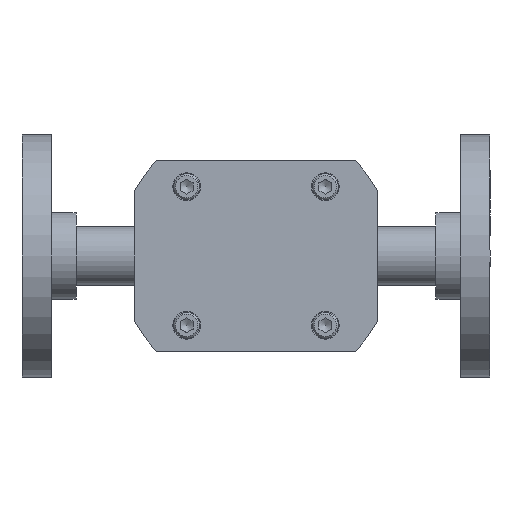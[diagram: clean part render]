
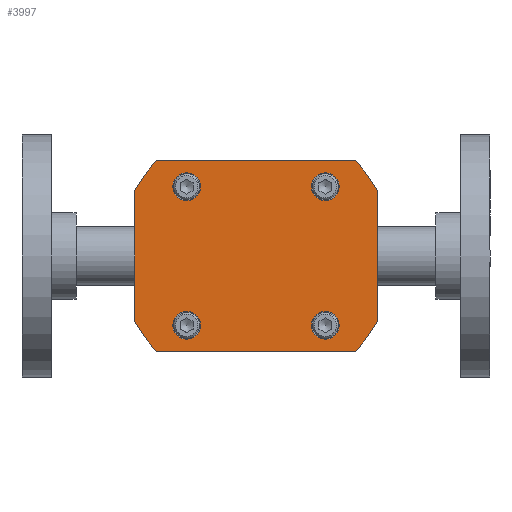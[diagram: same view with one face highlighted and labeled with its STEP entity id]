
A CAD part, front view. The second image highlights one B-rep face of the part: STEP entity #3997.
In plain terms, the highlighted planar face has unit normal (0, -1, 0).
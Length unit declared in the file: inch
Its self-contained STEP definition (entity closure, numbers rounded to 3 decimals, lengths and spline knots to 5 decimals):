
#3573=CARTESIAN_POINT('',(-1.75,0.,-0.94216));
#3574=VERTEX_POINT('',#3573);
#3581=CARTESIAN_POINT('',(-1.75,0.,0.94216));
#3582=VERTEX_POINT('',#3581);
#3583=CARTESIAN_POINT('',(-1.75,0.,0.94216));
#3584=DIRECTION('',(0.0,0.0,-1.0));
#3585=VECTOR('',#3584,1.88431);
#3586=LINE('',#3583,#3585);
#3587=EDGE_CURVE('',#3582,#3574,#3586,.T.);
#3627=CARTESIAN_POINT('',(1.75,0.,0.94216));
#3628=VERTEX_POINT('',#3627);
#3635=CARTESIAN_POINT('',(1.75,0.,-0.94216));
#3636=VERTEX_POINT('',#3635);
#3637=CARTESIAN_POINT('',(1.75,0.,-0.94216));
#3638=DIRECTION('',(0.0,0.0,1.0));
#3639=VECTOR('',#3638,1.88431);
#3640=LINE('',#3637,#3639);
#3641=EDGE_CURVE('',#3636,#3628,#3640,.T.);
#3682=CARTESIAN_POINT('',(-1.,0.,0.8));
#3683=VERTEX_POINT('',#3682);
#3684=CARTESIAN_POINT('',(-1.,0.,1.));
#3685=DIRECTION('',(0.0,1.0,0.0));
#3686=DIRECTION('',(0.0,0.0,-1.0));
#3687=AXIS2_PLACEMENT_3D('',#3684,#3685,#3686);
#3688=CIRCLE('',#3687,0.2);
#3689=EDGE_CURVE('',#3683,#3683,#3688,.T.);
#3723=CARTESIAN_POINT('',(-0.8,0.,-1.));
#3724=VERTEX_POINT('',#3723);
#3725=CARTESIAN_POINT('',(-1.,0.,-1.));
#3726=DIRECTION('',(0.0,1.0,0.0));
#3727=DIRECTION('',(1.0,0.0,0.0));
#3728=AXIS2_PLACEMENT_3D('',#3725,#3726,#3727);
#3729=CIRCLE('',#3728,0.2);
#3730=EDGE_CURVE('',#3724,#3724,#3729,.T.);
#3772=CARTESIAN_POINT('',(1.,0.,-0.8));
#3773=VERTEX_POINT('',#3772);
#3774=CARTESIAN_POINT('',(1.,0.,-1.));
#3775=DIRECTION('',(0.0,1.0,0.0));
#3776=DIRECTION('',(0.0,0.0,1.0));
#3777=AXIS2_PLACEMENT_3D('',#3774,#3775,#3776);
#3778=CIRCLE('',#3777,0.2);
#3779=EDGE_CURVE('',#3773,#3773,#3778,.T.);
#3821=CARTESIAN_POINT('',(0.8,0.,1.));
#3822=VERTEX_POINT('',#3821);
#3823=CARTESIAN_POINT('',(1.,0.,1.));
#3824=DIRECTION('',(0.0,1.0,0.0));
#3825=DIRECTION('',(-1.0,0.0,0.0));
#3826=AXIS2_PLACEMENT_3D('',#3823,#3824,#3825);
#3827=CIRCLE('',#3826,0.2);
#3828=EDGE_CURVE('',#3822,#3822,#3827,.T.);
#3841=CARTESIAN_POINT('',(1.43511,0.,1.375));
#3842=VERTEX_POINT('',#3841);
#3849=CARTESIAN_POINT('',(0.0,0.0,0.0));
#3850=DIRECTION('',(0.,-1.0,0.));
#3851=DIRECTION('',(-0.722,0.,-0.692));
#3852=AXIS2_PLACEMENT_3D('',#3849,#3850,#3851);
#3853=CIRCLE('',#3852,1.9875);
#3854=EDGE_CURVE('',#3628,#3842,#3853,.T.);
#3866=CARTESIAN_POINT('',(-1.43511,0.,1.375));
#3867=VERTEX_POINT('',#3866);
#3874=CARTESIAN_POINT('',(1.43511,0.,1.375));
#3875=DIRECTION('',(-1.0,0.0,0.0));
#3876=VECTOR('',#3875,2.87021);
#3877=LINE('',#3874,#3876);
#3878=EDGE_CURVE('',#3842,#3867,#3877,.T.);
#3891=CARTESIAN_POINT('',(0.0,0.0,0.0));
#3892=DIRECTION('',(0.,-1.0,0.));
#3893=DIRECTION('',(0.881,0.,-0.474));
#3894=AXIS2_PLACEMENT_3D('',#3891,#3892,#3893);
#3895=CIRCLE('',#3894,1.9875);
#3896=EDGE_CURVE('',#3867,#3582,#3895,.T.);
#3908=CARTESIAN_POINT('',(-1.43511,0.,-1.375));
#3909=VERTEX_POINT('',#3908);
#3916=CARTESIAN_POINT('',(0.0,0.0,0.0));
#3917=DIRECTION('',(0.,-1.0,0.));
#3918=DIRECTION('',(0.722,0.,0.692));
#3919=AXIS2_PLACEMENT_3D('',#3916,#3917,#3918);
#3920=CIRCLE('',#3919,1.9875);
#3921=EDGE_CURVE('',#3574,#3909,#3920,.T.);
#3933=CARTESIAN_POINT('',(1.43511,0.,-1.375));
#3934=VERTEX_POINT('',#3933);
#3941=CARTESIAN_POINT('',(-1.43511,0.,-1.375));
#3942=DIRECTION('',(1.0,0.0,0.0));
#3943=VECTOR('',#3942,2.87021);
#3944=LINE('',#3941,#3943);
#3945=EDGE_CURVE('',#3909,#3934,#3944,.T.);
#3958=CARTESIAN_POINT('',(0.0,0.0,0.0));
#3959=DIRECTION('',(0.,-1.,0.));
#3960=DIRECTION('',(-0.881,0.,0.474));
#3961=AXIS2_PLACEMENT_3D('',#3958,#3959,#3960);
#3962=CIRCLE('',#3961,1.9875);
#3963=EDGE_CURVE('',#3934,#3636,#3962,.T.);
#3970=CARTESIAN_POINT('',(0.,0.,0.));
#3971=DIRECTION('',(0.0,1.0,0.0));
#3972=DIRECTION('',(0.0,0.0,-1.0));
#3973=AXIS2_PLACEMENT_3D('',#3970,#3971,#3972);
#3974=PLANE('',#3973);
#3975=ORIENTED_EDGE('',*,*,#3641,.T.);
#3976=ORIENTED_EDGE('',*,*,#3854,.T.);
#3977=ORIENTED_EDGE('',*,*,#3878,.T.);
#3978=ORIENTED_EDGE('',*,*,#3896,.T.);
#3979=ORIENTED_EDGE('',*,*,#3587,.T.);
#3980=ORIENTED_EDGE('',*,*,#3921,.T.);
#3981=ORIENTED_EDGE('',*,*,#3945,.T.);
#3982=ORIENTED_EDGE('',*,*,#3963,.T.);
#3983=EDGE_LOOP('',(#3975,#3976,#3977,#3978,#3979,#3980,#3981,#3982));
#3984=FACE_OUTER_BOUND('',#3983,.T.);
#3985=ORIENTED_EDGE('',*,*,#3689,.T.);
#3986=EDGE_LOOP('',(#3985));
#3987=FACE_BOUND('',#3986,.T.);
#3988=ORIENTED_EDGE('',*,*,#3730,.T.);
#3989=EDGE_LOOP('',(#3988));
#3990=FACE_BOUND('',#3989,.T.);
#3991=ORIENTED_EDGE('',*,*,#3779,.T.);
#3992=EDGE_LOOP('',(#3991));
#3993=FACE_BOUND('',#3992,.T.);
#3994=ORIENTED_EDGE('',*,*,#3828,.T.);
#3995=EDGE_LOOP('',(#3994));
#3996=FACE_BOUND('',#3995,.T.);
#3997=ADVANCED_FACE('',(#3984,#3987,#3990,#3993,#3996),#3974,.F.);
